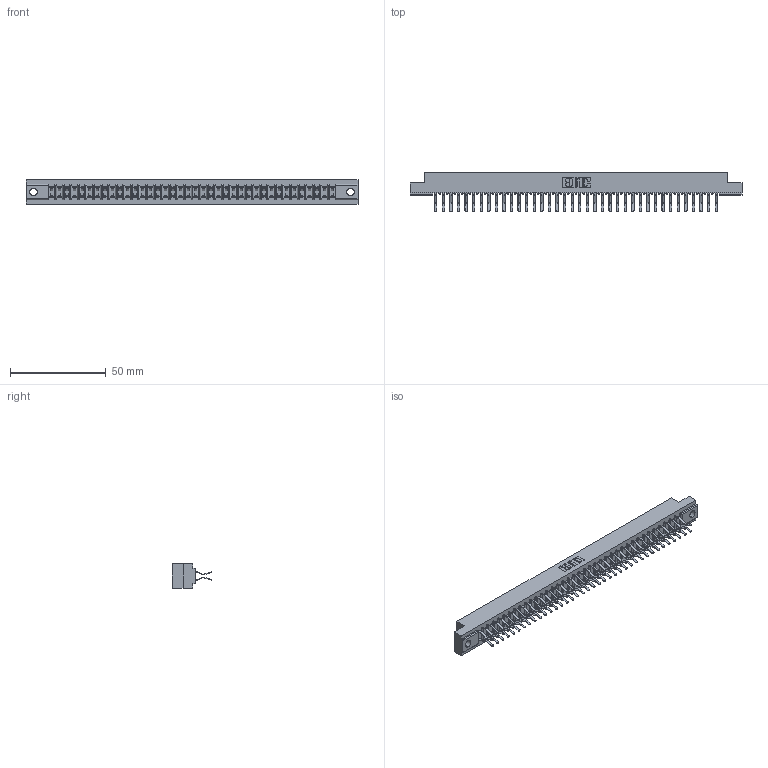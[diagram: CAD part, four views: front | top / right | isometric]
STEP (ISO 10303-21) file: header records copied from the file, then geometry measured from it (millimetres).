
FILE_DESCRIPTION (( 'STEP AP203' ), '1' );
FILE_NAME ('357-076-560-204.STEP', '2018-08-12T22:00:18', ( '' ), ( '' ), 'SwSTEP 2.0', 'SolidWorks 2016', '' );
FILE_SCHEMA (( 'CONFIG_CONTROL_DESIGN' ));
Length unit declared in the file: inch
Products named in the file (3): 307 Part_.156 Dia Mounting Holes; 307-290-001_560; 357-076-560-204
Assembly tree (77 placements, depth 2):
  357-076-560-204
    307 Part_.156 Dia Mounting Holes
    307-290-001_560  x76
Bounding box: 173.58 x 20.73 x 12.7 mm (x, y, z)
Volume: 18419 mm3; surface area: 22799.4 mm2
Topology: 77 solids, 77 shells, 3971 faces, 11151 edges, 7226 vertices
Faces by surface type: plane 2592, cylinder 1301, sphere 78
Entity records: 34808 total; most frequent: CARTESIAN_POINT 5700, ORIENTED_EDGE 5646, DIRECTION 5577, EDGE_CURVE 2823, LINE 2171, VECTOR 2171, VERTEX_POINT 1826, AXIS2_PLACEMENT_3D 1703
